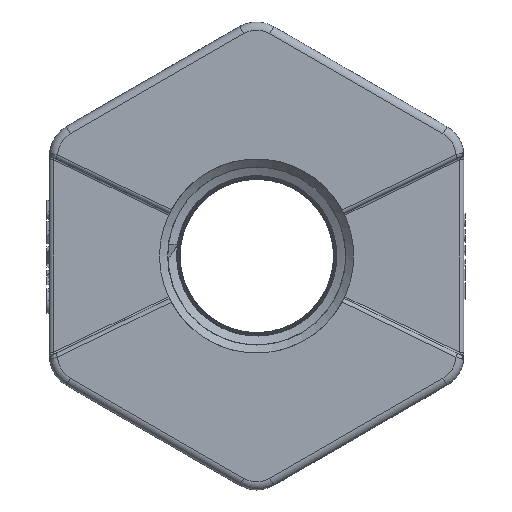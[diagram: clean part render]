
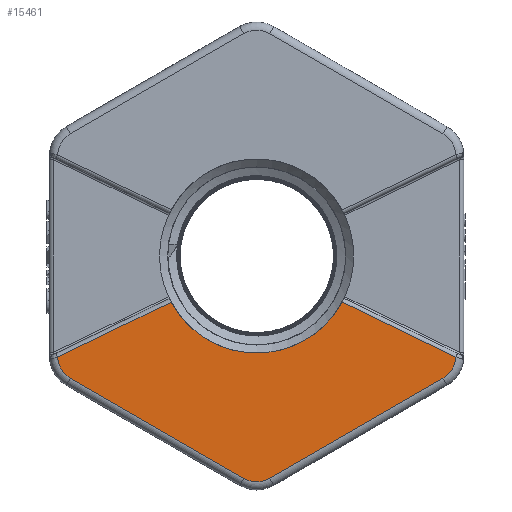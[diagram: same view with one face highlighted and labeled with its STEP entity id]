
A CAD part, left-side view. The second image highlights one B-rep face of the part: STEP entity #15461.
In plain terms, the highlighted planar face has unit normal (-1, 0, 0).
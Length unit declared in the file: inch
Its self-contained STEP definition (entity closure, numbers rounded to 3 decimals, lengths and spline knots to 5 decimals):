
#217=PLANE($,#16376);
#783=CIRCLE($,#16374,0.19);
#785=CIRCLE($,#16377,0.19);
#786=CIRCLE($,#16378,0.19);
#787=CIRCLE($,#16379,0.72);
#1272=FACE_OUTER_BOUND($,#2157,.T.);
#2157=EDGE_LOOP($,(#10902,#10903,#10904,#10905,#10906,#10907,#10908,#10909));
#3153=LINE($,#28220,#4766);
#3156=LINE($,#28373,#4769);
#3161=LINE($,#28494,#4774);
#3162=LINE($,#28497,#4775);
#4766=VECTOR($,#17386,0.93462);
#4769=VECTOR($,#17401,0.93462);
#4774=VECTOR($,#17432,1.48379);
#4775=VECTOR($,#17435,1.48379);
#6906=VERTEX_POINT($,#28204);
#6909=VERTEX_POINT($,#28218);
#6917=VERTEX_POINT($,#28361);
#6918=VERTEX_POINT($,#28372);
#6928=VERTEX_POINT($,#28487);
#6929=VERTEX_POINT($,#28491);
#6930=VERTEX_POINT($,#28493);
#6931=VERTEX_POINT($,#28495);
#8462=EDGE_CURVE($,#6909,#6906,#3153,.T.);
#8477=EDGE_CURVE($,#6917,#6918,#3156,.T.);
#8494=EDGE_CURVE($,#6918,#6928,#783,.T.);
#8496=EDGE_CURVE($,#6929,#6909,#785,.T.);
#8497=EDGE_CURVE($,#6930,#6929,#3161,.T.);
#8498=EDGE_CURVE($,#6931,#6930,#786,.T.);
#8499=EDGE_CURVE($,#6928,#6931,#3162,.T.);
#8500=EDGE_CURVE($,#6917,#6906,#787,.T.);
#10902=ORIENTED_EDGE($,*,*,#8462,.F.);
#10903=ORIENTED_EDGE($,*,*,#8496,.F.);
#10904=ORIENTED_EDGE($,*,*,#8497,.F.);
#10905=ORIENTED_EDGE($,*,*,#8498,.F.);
#10906=ORIENTED_EDGE($,*,*,#8499,.F.);
#10907=ORIENTED_EDGE($,*,*,#8494,.F.);
#10908=ORIENTED_EDGE($,*,*,#8477,.F.);
#10909=ORIENTED_EDGE($,*,*,#8500,.T.);
#15461=ADVANCED_FACE($,(#1272),#217,.T.);
#16374=AXIS2_PLACEMENT_3D($,#28488,#17424,#17425);
#16376=AXIS2_PLACEMENT_3D($,#28490,#17428,#17429);
#16377=AXIS2_PLACEMENT_3D($,#28492,#17430,#17431);
#16378=AXIS2_PLACEMENT_3D($,#28496,#17433,#17434);
#16379=AXIS2_PLACEMENT_3D($,#28498,#17436,#17437);
#17386=DIRECTION($,(0.,-0.9,0.436));
#17401=DIRECTION($,(0.,-0.9,-0.436));
#17424=DIRECTION('center_axis',(1.,0.,0.));
#17425=DIRECTION('ref_axis',(0.,-0.863,-0.505));
#17428=DIRECTION('center_axis',(-1.,0.,0.));
#17429=DIRECTION('ref_axis',(0.,0.,1.));
#17430=DIRECTION('center_axis',(1.,0.,0.));
#17431=DIRECTION('ref_axis',(0.,0.863,-0.505));
#17432=DIRECTION($,(0.,0.866,0.5));
#17433=DIRECTION('center_axis',(1.,0.,0.));
#17434=DIRECTION('ref_axis',(0.,0.,-1.));
#17435=DIRECTION($,(0.,0.866,-0.5));
#17436=DIRECTION('center_axis',(1.,0.,0.));
#17437=DIRECTION('ref_axis',(0.,1.,0.));
#28204=CARTESIAN_POINT('',(0.,0.63375,-0.3417));
#28218=CARTESIAN_POINT('',(0.,1.47486,-0.7492));
#28220=CARTESIAN_POINT($,(0.,1.21074,-0.62124));
#28361=CARTESIAN_POINT('',(0.,-0.63375,-0.3417));
#28372=CARTESIAN_POINT('',(0.,-1.47486,-0.7492));
#28373=CARTESIAN_POINT($,(0.,0.14621,0.03616));
#28487=CARTESIAN_POINT('',(0.,-1.38,-0.90644));
#28488=CARTESIAN_POINT('Origin',(0.,-1.285,-0.7419));
#28490=CARTESIAN_POINT('Origin',(0.,1.1275,0.));
#28491=CARTESIAN_POINT('',(0.,1.38,-0.90644));
#28492=CARTESIAN_POINT('Origin',(0.,1.285,-0.7419));
#28493=CARTESIAN_POINT('',(0.,0.095,-1.64834));
#28494=CARTESIAN_POINT($,(0.,1.54406,-0.81172));
#28495=CARTESIAN_POINT('',(0.,-0.095,-1.64834));
#28496=CARTESIAN_POINT('Origin',(0.,0.,-1.48379));
#28497=CARTESIAN_POINT($,(0.,0.06906,-1.74306));
#28498=CARTESIAN_POINT('Origin',(0.,0.,0.));
